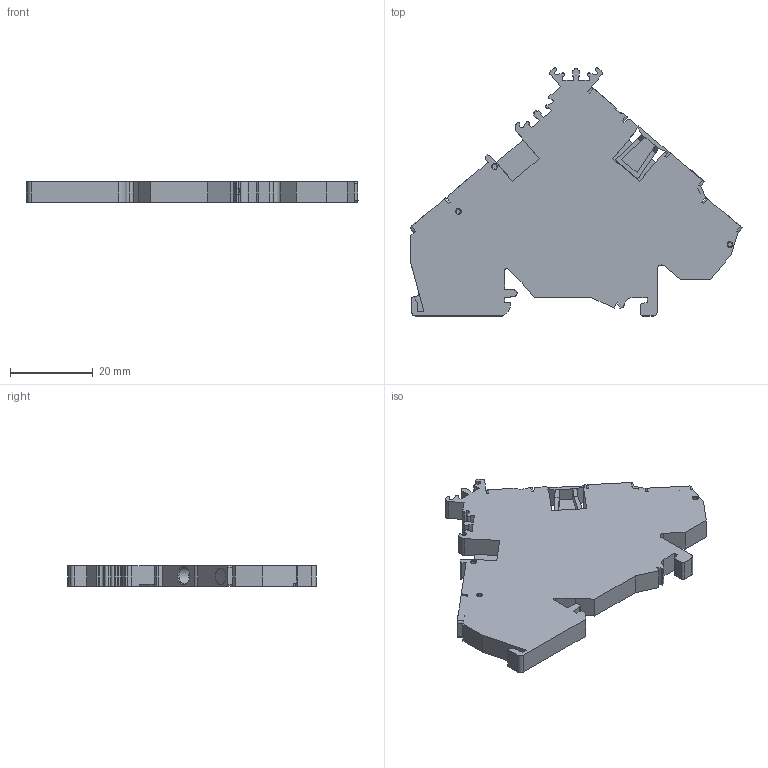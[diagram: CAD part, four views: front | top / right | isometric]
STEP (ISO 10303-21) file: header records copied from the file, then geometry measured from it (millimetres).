
FILE_DESCRIPTION((''),'2;1');
FILE_NAME('5YB576126_ASM','2023-11-17T',('dell'),(''),'PRO/ENGINEER BY PARAMETRIC TECHNOLOGY CORPORATION, 2013230','PRO/ENGINEER BY PARAMETRIC TECHNOLOGY CORPORATION, 2013230','');
FILE_SCHEMA(('AUTOMOTIVE_DESIGN { 1 0 10303 214 1 1 1 1 }'));
Length unit declared in the file: millimetre
Products named in the file (1): 5YB576126_ASM
Bounding box: 80.31 x 60 x 5 mm (x, y, z)
Volume: 13154.3 mm3; surface area: 8278.3 mm2
Topology: 1 solids, 23 shells, 400 faces, 993 edges, 644 vertices
Faces by surface type: plane 238, cylinder 108, cone 48, bspline 4, torus 2
Entity records: 12302 total; most frequent: CARTESIAN_POINT 2331, DIRECTION 2026, ORIENTED_EDGE 1986, EDGE_CURVE 993, VECTOR 694, LINE 694, AXIS2_PLACEMENT_3D 666, VERTEX_POINT 644
